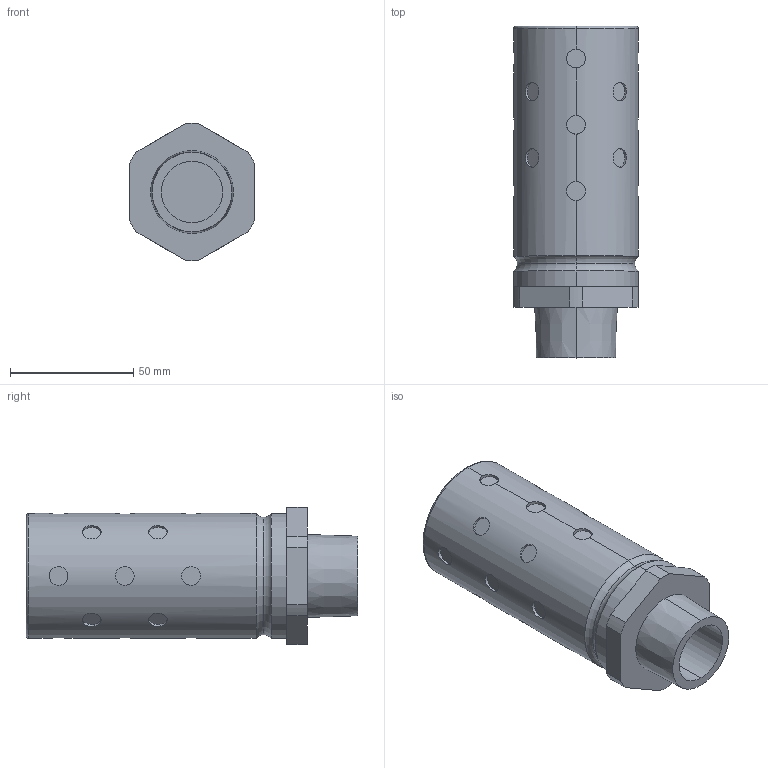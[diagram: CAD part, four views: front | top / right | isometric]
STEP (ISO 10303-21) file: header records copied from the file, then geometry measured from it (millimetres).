
FILE_DESCRIPTION (( 'STEP AP214' ), '1' );
FILE_NAME ('HVM-1N.step', '2017-07-18T19:51:04', ( '' ), ( '' ), 'SwSTEP 2.0', 'SolidWorks 2017', '' );
FILE_SCHEMA (( 'AUTOMOTIVE_DESIGN' ));
Length unit declared in the file: inch
Products named in the file (1): HVM-1N
Bounding box: 50.8 x 134.87 x 55.87 mm (x, y, z)
Volume: 186157.8 mm3; surface area: 35461.1 mm2
Topology: 1 solids, 1 shells, 97 faces, 223 edges, 144 vertices
Faces by surface type: cylinder 53, plane 36, torus 6, cone 2
Entity records: 4019 total; most frequent: CARTESIAN_POINT 1797, DIRECTION 453, ORIENTED_EDGE 446, EDGE_CURVE 223, AXIS2_PLACEMENT_3D 184, VERTEX_POINT 144, EDGE_LOOP 113, FACE_OUTER_BOUND 97
